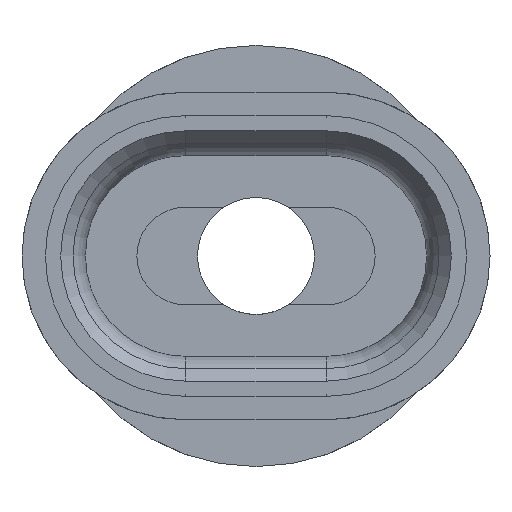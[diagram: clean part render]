
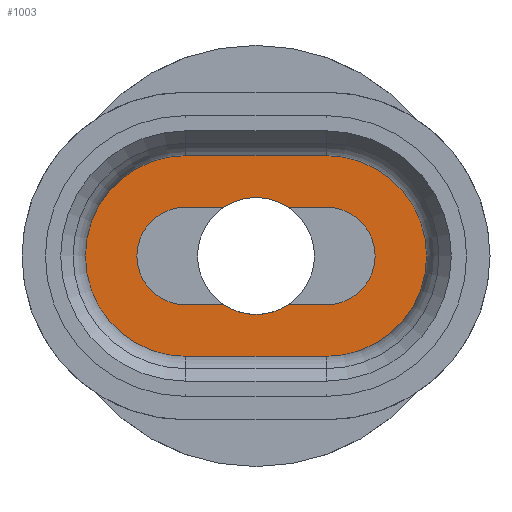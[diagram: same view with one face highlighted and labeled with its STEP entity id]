
A CAD part, front view. The second image highlights one B-rep face of the part: STEP entity #1003.
In plain terms, the highlighted planar face has unit normal (0, -1, 0).
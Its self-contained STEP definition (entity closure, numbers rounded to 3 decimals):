
#57=CIRCLE('',#1068,1.25);
#58=CIRCLE('',#1069,1.045);
#59=CIRCLE('',#1070,1.25);
#60=CIRCLE('',#1071,1.045);
#61=CIRCLE('',#1072,2.146);
#62=CIRCLE('',#1073,2.146);
#146=ORIENTED_EDGE('',*,*,#332,.F.);
#147=ORIENTED_EDGE('',*,*,#301,.T.);
#148=ORIENTED_EDGE('',*,*,#333,.T.);
#149=ORIENTED_EDGE('',*,*,#285,.F.);
#150=ORIENTED_EDGE('',*,*,#334,.F.);
#151=ORIENTED_EDGE('',*,*,#291,.F.);
#152=ORIENTED_EDGE('',*,*,#335,.T.);
#153=ORIENTED_EDGE('',*,*,#296,.T.);
#154=ORIENTED_EDGE('',*,*,#336,.F.);
#155=ORIENTED_EDGE('',*,*,#337,.F.);
#156=ORIENTED_EDGE('',*,*,#338,.F.);
#157=ORIENTED_EDGE('',*,*,#328,.T.);
#285=EDGE_CURVE('',#381,#383,#443,.T.);
#291=EDGE_CURVE('',#388,#386,#449,.T.);
#296=EDGE_CURVE('',#393,#391,#452,.T.);
#301=EDGE_CURVE('',#395,#396,#457,.T.);
#328=EDGE_CURVE('',#420,#419,#475,.T.);
#332=EDGE_CURVE('',#395,#391,#57,.F.);
#333=EDGE_CURVE('',#396,#383,#58,.T.);
#334=EDGE_CURVE('',#386,#381,#59,.F.);
#335=EDGE_CURVE('',#388,#393,#60,.T.);
#336=EDGE_CURVE('',#421,#419,#61,.T.);
#337=EDGE_CURVE('',#422,#421,#476,.T.);
#338=EDGE_CURVE('',#420,#422,#62,.T.);
#381=VERTEX_POINT('',#1370);
#383=VERTEX_POINT('',#1373);
#386=VERTEX_POINT('',#1380);
#388=VERTEX_POINT('',#1384);
#391=VERTEX_POINT('',#1394);
#393=VERTEX_POINT('',#1397);
#395=VERTEX_POINT('',#1403);
#396=VERTEX_POINT('',#1405);
#419=VERTEX_POINT('',#1463);
#420=VERTEX_POINT('',#1465);
#421=VERTEX_POINT('',#1476);
#422=VERTEX_POINT('',#1478);
#443=LINE('',#1372,#493);
#449=LINE('',#1385,#499);
#452=LINE('',#1396,#502);
#457=LINE('',#1406,#507);
#475=LINE('',#1464,#525);
#476=LINE('',#1477,#526);
#493=VECTOR('',#1136,1000.);
#499=VECTOR('',#1144,1000.);
#502=VECTOR('',#1155,1000.);
#507=VECTOR('',#1162,1000.);
#525=VECTOR('',#1214,1000.);
#526=VECTOR('',#1235,1000.);
#556=EDGE_LOOP('',(#146,#147,#148,#149,#150,#151,#152,#153));
#557=EDGE_LOOP('',(#154,#155,#156,#157));
#610=FACE_BOUND('',#556,.T.);
#611=FACE_BOUND('',#557,.T.);
#662=PLANE('',#1067);
#1003=ADVANCED_FACE('',(#610,#611),#662,.F.);
#1067=AXIS2_PLACEMENT_3D('',#1470,#1223,#1224);
#1068=AXIS2_PLACEMENT_3D('',#1471,#1225,#1226);
#1069=AXIS2_PLACEMENT_3D('',#1472,#1227,#1228);
#1070=AXIS2_PLACEMENT_3D('',#1473,#1229,#1230);
#1071=AXIS2_PLACEMENT_3D('',#1474,#1231,#1232);
#1072=AXIS2_PLACEMENT_3D('',#1475,#1233,#1234);
#1073=AXIS2_PLACEMENT_3D('',#1479,#1236,#1237);
#1136=DIRECTION('',(-1.,0.,0.));
#1144=DIRECTION('',(-1.,0.,0.));
#1155=DIRECTION('',(-1.,0.,0.));
#1162=DIRECTION('',(-1.,0.,0.));
#1214=DIRECTION('',(-1.,0.,0.));
#1223=DIRECTION('',(0.,1.,0.));
#1224=DIRECTION('',(0.,0.,1.));
#1225=DIRECTION('',(0.,1.,0.));
#1226=DIRECTION('',(0.,0.,1.));
#1227=DIRECTION('',(0.,1.,0.));
#1228=DIRECTION('',(0.,0.,1.));
#1229=DIRECTION('',(0.,1.,0.));
#1230=DIRECTION('',(0.,0.,1.));
#1231=DIRECTION('',(0.,1.,0.));
#1232=DIRECTION('',(0.,0.,1.));
#1233=DIRECTION('',(0.,1.,0.));
#1234=DIRECTION('',(0.,0.,1.));
#1235=DIRECTION('',(-1.,0.,0.));
#1236=DIRECTION('',(0.,1.,0.));
#1237=DIRECTION('',(0.,0.,1.));
#1370=CARTESIAN_POINT('',(-0.686,1.,1.045));
#1372=CARTESIAN_POINT('',(1.5,1.,1.045));
#1373=CARTESIAN_POINT('',(-1.5,1.,1.045));
#1380=CARTESIAN_POINT('',(0.686,1.,1.045));
#1384=CARTESIAN_POINT('',(1.5,1.,1.045));
#1385=CARTESIAN_POINT('',(1.5,1.,1.045));
#1394=CARTESIAN_POINT('',(0.686,1.,-1.045));
#1396=CARTESIAN_POINT('',(1.5,1.,-1.045));
#1397=CARTESIAN_POINT('',(1.5,1.,-1.045));
#1403=CARTESIAN_POINT('',(-0.686,1.,-1.045));
#1405=CARTESIAN_POINT('',(-1.5,1.,-1.045));
#1406=CARTESIAN_POINT('',(1.5,1.,-1.045));
#1463=CARTESIAN_POINT('',(-1.5,1.,2.146));
#1464=CARTESIAN_POINT('',(1.5,1.,2.146));
#1465=CARTESIAN_POINT('',(1.5,1.,2.146));
#1470=CARTESIAN_POINT('',(1.5,1.,-1.045));
#1471=CARTESIAN_POINT('',(0.,1.,0.));
#1472=CARTESIAN_POINT('',(-1.5,1.,0.));
#1473=CARTESIAN_POINT('',(0.,1.,0.));
#1474=CARTESIAN_POINT('',(1.5,1.,0.));
#1475=CARTESIAN_POINT('',(-1.5,1.,0.));
#1476=CARTESIAN_POINT('',(-1.5,1.,-2.146));
#1477=CARTESIAN_POINT('',(1.5,1.,-2.146));
#1478=CARTESIAN_POINT('',(1.5,1.,-2.146));
#1479=CARTESIAN_POINT('',(1.5,1.,0.));
